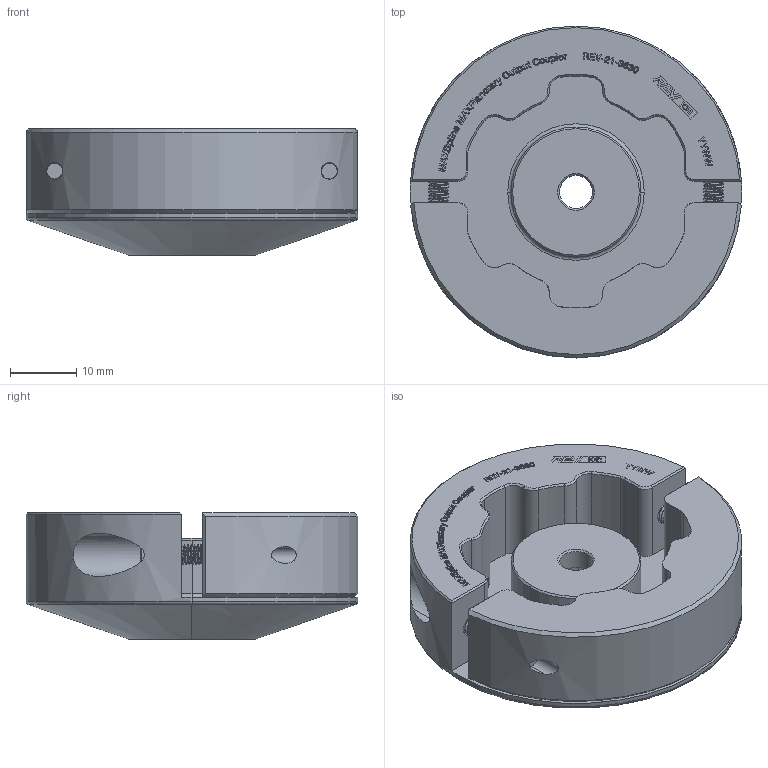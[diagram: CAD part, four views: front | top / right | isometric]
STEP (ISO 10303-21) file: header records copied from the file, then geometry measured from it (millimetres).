
FILE_DESCRIPTION (( 'STEP AP214' ), '1' );
FILE_NAME ('REV-21-3630.STEP', '2025-11-21T02:09:50', ( '' ), ( '' ), 'SwSTEP 2.0', 'SolidWorks 2022', '' );
FILE_SCHEMA (( 'AUTOMOTIVE_DESIGN' ));
Length unit declared in the file: millimetre
Products named in the file (4): REV-21-3630-P01; REV-21-3630; REV-49-3784_REV-49-3784; REV-21-3630-P02
Assembly tree (4 placements, depth 2):
  REV-21-3630
    REV-21-3630-P01
    REV-21-3630-P02
    REV-49-3784_REV-49-3784  x2
Bounding box: 50 x 50 x 19.05 mm (x, y, z)
Volume: 21384.7 mm3; surface area: 11098.4 mm2
Topology: 4 solids, 4 shells, 1166 faces, 3126 edges, 2050 vertices
Faces by surface type: plane 632, bspline 233, cylinder 193, cone 98, torus 10
Entity records: 58476 total; most frequent: CARTESIAN_POINT 24772, ORIENTED_EDGE 5740, DIRECTION 4172, EDGE_CURVE 2870, VECTOR 2006, LINE 2006, VERTEX_POINT 1880, EDGE_LOOP 1162
